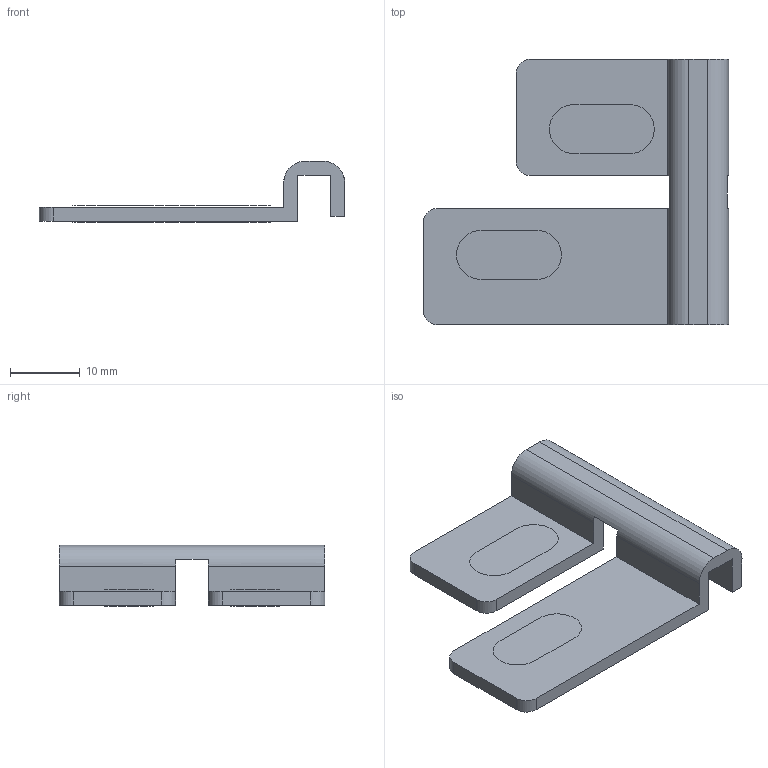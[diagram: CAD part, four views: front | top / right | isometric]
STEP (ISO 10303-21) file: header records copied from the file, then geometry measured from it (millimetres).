
FILE_DESCRIPTION(/* description */ (''),/* implementation_level */ '2;1');
FILE_NAME(/* name */ '586180.stp',/* time_stamp */ '2025-12-05T09:49:38+01:00',/* author */ ('mael.lecharpentier'),/* organization */ (''),/* preprocessor_version */ 'ST-DEVELOPER v20',/* originating_system */ 'AutoCAD Mechanical',/* authorisation */ '');
FILE_SCHEMA (('AUTOMOTIVE_DESIGN { 1 0 10303 214 3 1 1 }'));
Length unit declared in the file: millimetre
Products named in the file (1): Product
Bounding box: 43.7 x 38 x 8.8 mm (x, y, z)
Volume: 3228.7 mm3; surface area: 4152 mm2
Topology: 1 solids, 5 shells, 34 faces, 100 edges, 72 vertices
Faces by surface type: plane 28, cylinder 6
Entity records: 1182 total; most frequent: CARTESIAN_POINT 207, DIRECTION 194, ORIENTED_EDGE 184, EDGE_CURVE 100, LINE 76, VECTOR 76, VERTEX_POINT 72, AXIS2_PLACEMENT_3D 59
